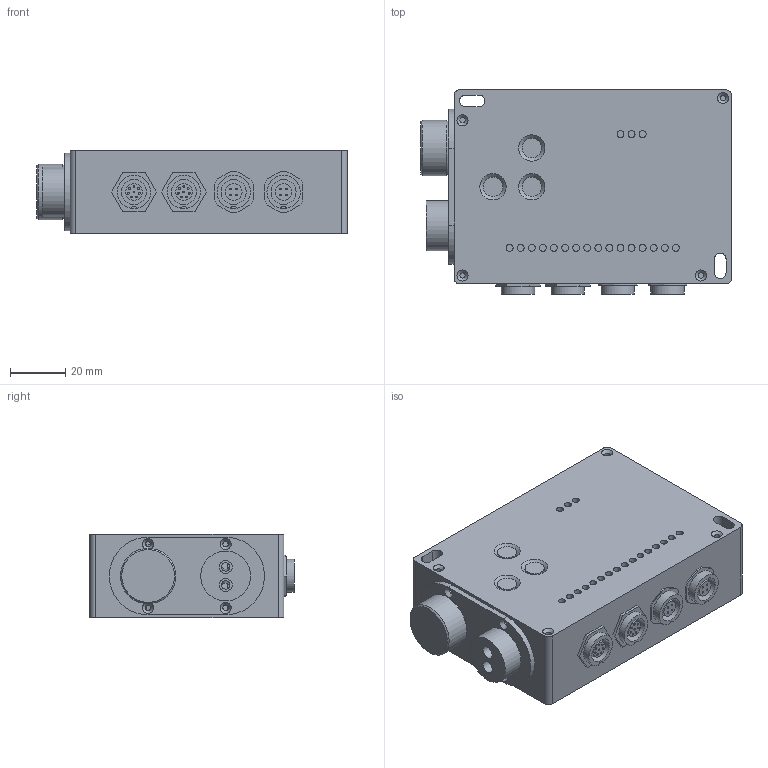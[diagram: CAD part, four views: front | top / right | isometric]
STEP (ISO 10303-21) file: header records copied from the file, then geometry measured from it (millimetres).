
FILE_DESCRIPTION(('STEP Model'),'2;1');
FILE_NAME('FS 12-100-1 M G8-B8.stp','2011-05-16T16:21:08',(''),(''), 'CAD Exchanger 2.2.1 (www.cadexchanger.com)','CAD Exchanger 2.2.1', 'Unknown');
FILE_SCHEMA(('AUTOMOTIVE_DESIGN { 1 0 10303 214 1 1 1 1 }'));
Length unit declared in the file: millimetre
Products named in the file (3): Unspecified 4; Unspecified 5; Unspecified 6
Bounding box: 112.1 x 73.7 x 30 mm (x, y, z)
Volume: 67676.2 mm3; surface area: 52081.9 mm2
Topology: 6 solids, 6 shells, 382 faces, 882 edges, 614 vertices
Faces by surface type: cylinder 187, plane 178, cone 17
Full cylindrical faces by diameter (mm): 0.66 x48, 2 x18, 2.3 x1, 2.5 x19, 3 x6, 4 x4, 4.7 x2, 6 x6, 6.936 x3, 7 x5, 7.2 x2, 9 x4, 15 x4, 18 x3, 20 x1
Entity records: 29452 total; most frequent: CARTESIAN_POINT 12731, DIRECTION 2822, ORIENTED_EDGE 1764, PCURVE 1764, DEFINITIONAL_REPRESENTATION 1764, EDGE_CURVE 882, AXIS2_PLACEMENT_3D 874, LINE 858
